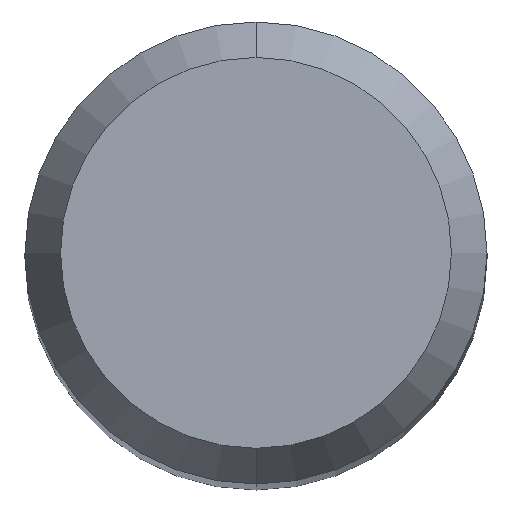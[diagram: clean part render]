
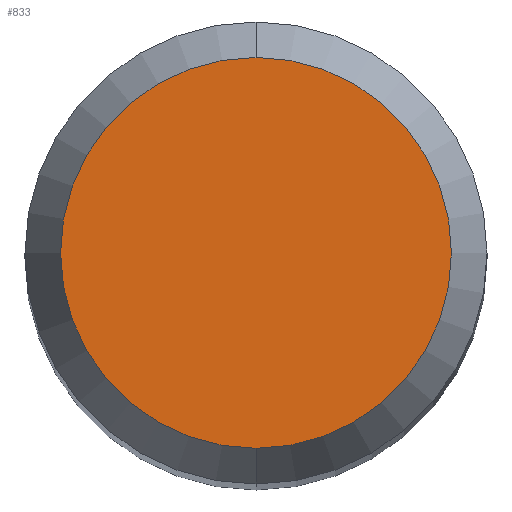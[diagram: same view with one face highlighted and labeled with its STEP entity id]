
A CAD part, top view. The second image highlights one B-rep face of the part: STEP entity #833.
In plain terms, the highlighted planar face has unit normal (0, 0, 1).
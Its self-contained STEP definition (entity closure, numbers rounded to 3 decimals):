
#659=EDGE_CURVE('',#1015,#691,#1598,.T.);
#691=VERTEX_POINT('',#1633);
#833=ADVANCED_FACE('',(#1787),#1788,.T.);
#1015=VERTEX_POINT('',#1987);
#1329=EDGE_CURVE('',#691,#1015,#2329,.T.);
#1598=CIRCLE('',#4972,2.538);
#1633=CARTESIAN_POINT('',(0.0,2.538,0.0));
#1787=FACE_OUTER_BOUND('',#6375,.T.);
#1788=PLANE('',#6376);
#1987=CARTESIAN_POINT('',(0.,-2.538,0.0));
#2329=CIRCLE('',#9376,2.538);
#4972=AXIS2_PLACEMENT_3D('',#10200,#10201,#10202);
#6375=EDGE_LOOP('',(#10444,#10445));
#6376=AXIS2_PLACEMENT_3D('',#10446,#10447,#10448);
#9376=AXIS2_PLACEMENT_3D('',#11002,#11003,#11004);
#10200=CARTESIAN_POINT('',(0.0,0.0,0.0));
#10201=DIRECTION('',(0.0,0.0,-1.0));
#10202=DIRECTION('',(0.0,1.0,0.0));
#10444=ORIENTED_EDGE('',*,*,#1329,.F.);
#10445=ORIENTED_EDGE('',*,*,#659,.F.);
#10446=CARTESIAN_POINT('',(0.0,1.269,0.0));
#10447=DIRECTION('',(-0.0,0.0,1.0));
#10448=DIRECTION('',(0.0,-1.0,0.0));
#11002=CARTESIAN_POINT('',(0.0,0.0,0.0));
#11003=DIRECTION('',(0.0,0.0,-1.0));
#11004=DIRECTION('',(0.0,1.0,0.0));
